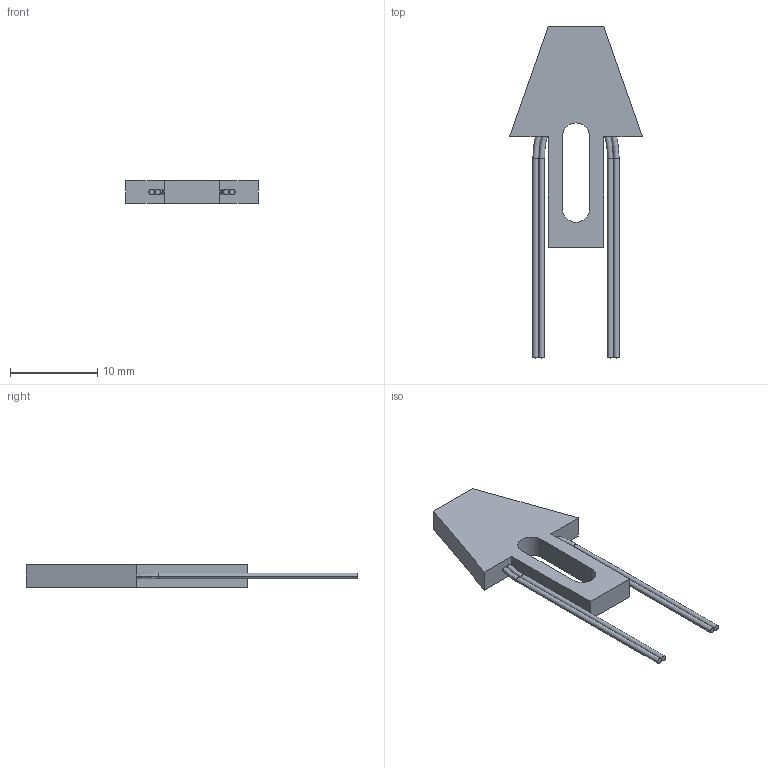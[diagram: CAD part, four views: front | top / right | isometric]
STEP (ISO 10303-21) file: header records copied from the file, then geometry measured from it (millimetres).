
FILE_DESCRIPTION (( 'STEP AP203' ), '1' );
FILE_NAME ('OPB701ALZ.STEP', '2013-10-10T15:23:54', ( 'optek' ), ( '' ), 'SwSTEP 2.0', 'SolidWorks 2013', '' );
FILE_SCHEMA (( 'CONFIG_CONTROL_DESIGN' ));
Length unit declared in the file: inch
Products named in the file (1): OPB701ALZ
Bounding box: 15.24 x 38.1 x 2.54 mm (x, y, z)
Volume: 499.3 mm3; surface area: 825.9 mm2
Topology: 1 solids, 1 shells, 44 faces, 100 edges, 64 vertices
Faces by surface type: plane 26, cylinder 10, bspline 8
Entity records: 1623 total; most frequent: CARTESIAN_POINT 601, ORIENTED_EDGE 200, DIRECTION 178, EDGE_CURVE 100, VERTEX_POINT 64, LINE 64, VECTOR 64, AXIS2_PLACEMENT_3D 57
